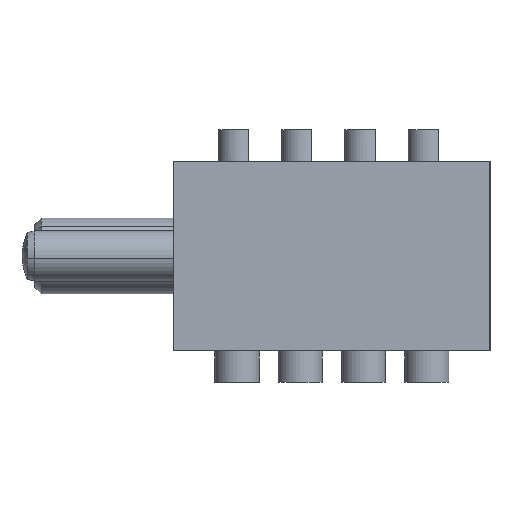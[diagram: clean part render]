
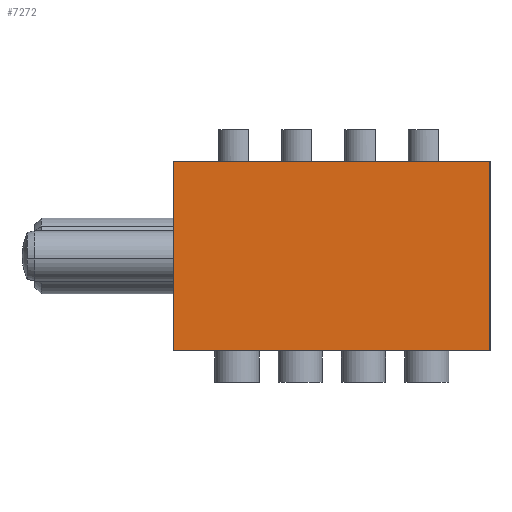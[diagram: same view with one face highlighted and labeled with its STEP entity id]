
A CAD part, left-side view. The second image highlights one B-rep face of the part: STEP entity #7272.
In plain terms, the highlighted planar face has unit normal (-1, 0, 0).
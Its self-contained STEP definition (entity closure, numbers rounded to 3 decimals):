
#102 = DIRECTION ( 'NONE',  ( 0., -1., 0. ) ) ;
#158 = EDGE_CURVE ( 'NONE', #11382, #9280, #4050, .T. ) ;
#290 = CARTESIAN_POINT ( 'NONE',  ( -35., 25., 7.5 ) ) ;
#2315 = EDGE_CURVE ( 'NONE', #11441, #9280, #4453, .T. ) ;
#2531 = VECTOR ( 'NONE', #5368, 1000. ) ;
#3054 = ORIENTED_EDGE ( 'NONE', *, *, #8799, .F. ) ;
#3214 = PLANE ( 'NONE',  #12695 ) ;
#4050 = LINE ( 'NONE', #290, #8464 ) ;
#4185 = FACE_OUTER_BOUND ( 'NONE', #4468, .T. ) ;
#4453 = LINE ( 'NONE', #11184, #2531 ) ;
#4468 = EDGE_LOOP ( 'NONE', ( #11066, #6761, #3054, #10444 ) ) ;
#4572 = CARTESIAN_POINT ( 'NONE',  ( -35., 25., -7.5 ) ) ;
#5368 = DIRECTION ( 'NONE',  ( 0., 0., 1. ) ) ;
#5403 = LINE ( 'NONE', #11465, #12139 ) ;
#6761 = ORIENTED_EDGE ( 'NONE', *, *, #158, .F. ) ;
#7168 = DIRECTION ( 'NONE',  ( 1., 0., 0. ) ) ;
#7272 = ADVANCED_FACE ( 'NONE', ( #4185 ), #3214, .F. ) ;
#7689 = DIRECTION ( 'NONE',  ( 0., -1., 0. ) ) ;
#8464 = VECTOR ( 'NONE', #102, 1000. ) ;
#8558 = CARTESIAN_POINT ( 'NONE',  ( -35., 0., 7.5 ) ) ;
#8649 = VERTEX_POINT ( 'NONE', #10127 ) ;
#8799 = EDGE_CURVE ( 'NONE', #8649, #11382, #5403, .T. ) ;
#8932 = CARTESIAN_POINT ( 'NONE',  ( -35., 25., 7.5 ) ) ;
#9280 = VERTEX_POINT ( 'NONE', #8558 ) ;
#10095 = EDGE_CURVE ( 'NONE', #8649, #11441, #11422, .T. ) ;
#10127 = CARTESIAN_POINT ( 'NONE',  ( -35., 25., -7.5 ) ) ;
#10204 = CARTESIAN_POINT ( 'NONE',  ( -35., 25., -7.5 ) ) ;
#10444 = ORIENTED_EDGE ( 'NONE', *, *, #10095, .T. ) ;
#11066 = ORIENTED_EDGE ( 'NONE', *, *, #2315, .T. ) ;
#11099 = DIRECTION ( 'NONE',  ( 0., 0., -1. ) ) ;
#11105 = CARTESIAN_POINT ( 'NONE',  ( -35., 0., -7.5 ) ) ;
#11143 = VECTOR ( 'NONE', #7689, 1000. ) ;
#11184 = CARTESIAN_POINT ( 'NONE',  ( -35., 0., -7.5 ) ) ;
#11340 = DIRECTION ( 'NONE',  ( 0., 0., 1. ) ) ;
#11382 = VERTEX_POINT ( 'NONE', #8932 ) ;
#11422 = LINE ( 'NONE', #4572, #11143 ) ;
#11441 = VERTEX_POINT ( 'NONE', #11105 ) ;
#11465 = CARTESIAN_POINT ( 'NONE',  ( -35., 25., -7.5 ) ) ;
#12139 = VECTOR ( 'NONE', #11340, 1000. ) ;
#12695 = AXIS2_PLACEMENT_3D ( 'NONE', #10204, #7168, #11099 ) ;
